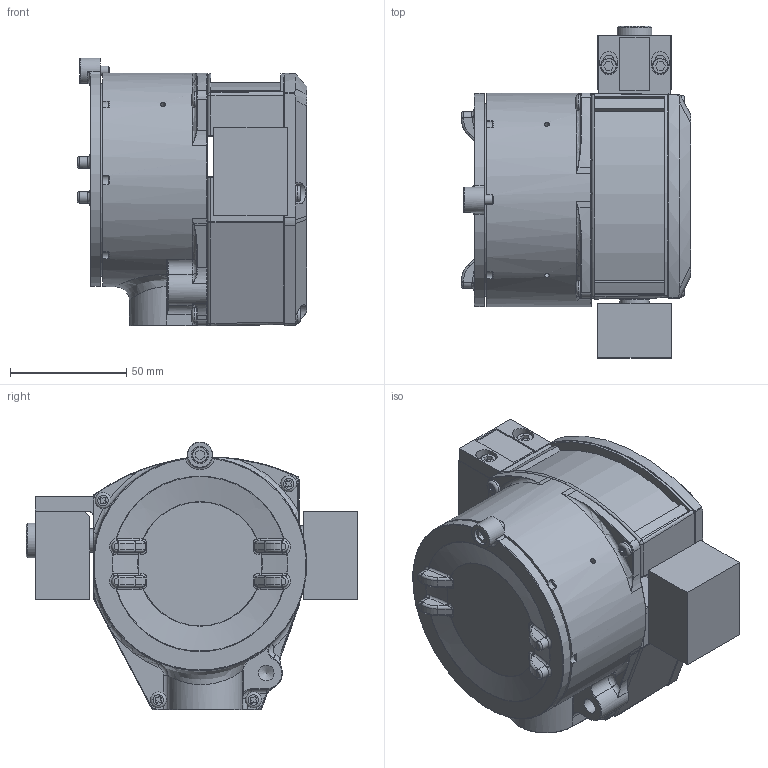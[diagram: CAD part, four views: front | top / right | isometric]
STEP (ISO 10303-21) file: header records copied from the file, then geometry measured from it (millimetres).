
FILE_DESCRIPTION(/* description */ (''),/* implementation_level */ '2;1');
FILE_NAME(/* name */ '',/* time_stamp */ '2014-05-06T12:34:46+02:00',/* author */ (''),/* organization */ (''),/* preprocessor_version */ 'ST-DEVELOPER v14',/* originating_system */ 'SIEMENS PLM Software NX 8.0',/* authorisation */ '');
FILE_SCHEMA (('CONFIG_CONTROL_DESIGN'));
Length unit declared in the file: millimetre
Products named in the file (1): 3750_all_weld_hp_1_4_npt_mat
Bounding box: 98.88 x 142.96 x 115.4 mm (x, y, z)
Volume: 467474.9 mm3; surface area: 150301.2 mm2
Topology: 19 solids, 20 shells, 1621 faces, 3844 edges, 2237 vertices
Faces by surface type: cylinder 559, plane 439, torus 231, bspline 186, cone 100, sphere 96, extrusion 10
Full cylindrical faces by diameter (mm): 2.2 x2, 3.454 x8, 3.52 x9, 4 x4, 4.036 x3, 4.181 x6, 4.369 x4, 4.841 x2, 6.8 x1, 6.858 x11, 7.087 x1, 7.5 x1, 9.906 x1, 10.236 x1, 10.338 x3, 11 x1, 11.1 x1, 11.676 x2, 12.624 x1, 14.5 x1, 15 x1, 18.782 x1, 83 x1, 85 x1, 89 x1, 92 x1
Entity records: 51422 total; most frequent: CARTESIAN_POINT 15998, DIRECTION 7627, ORIENTED_EDGE 7070, EDGE_CURVE 3535, AXIS2_PLACEMENT_3D 3110, VERTEX_POINT 2191, EDGE_LOOP 1861, ADVANCED_FACE 1619
